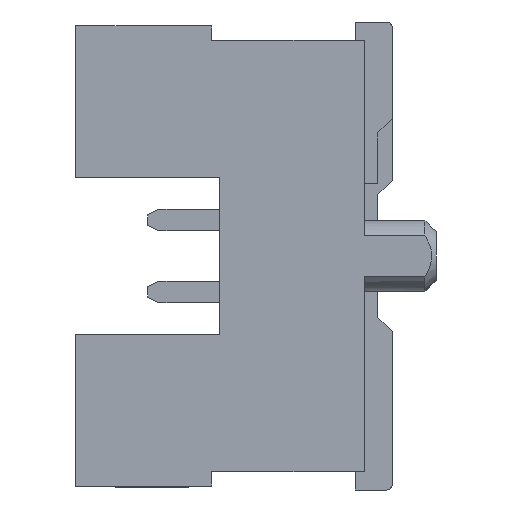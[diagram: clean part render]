
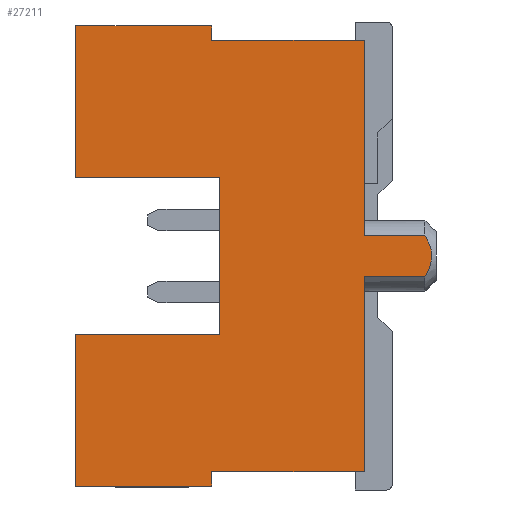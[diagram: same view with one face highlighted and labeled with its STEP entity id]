
A CAD part, left-side view. The second image highlights one B-rep face of the part: STEP entity #27211.
In plain terms, the highlighted planar face has unit normal (-1, 0, 0).
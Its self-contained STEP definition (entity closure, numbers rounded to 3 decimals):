
#1787=DIRECTION('',(0.,1.,0.));
#1788=VECTOR('',#1787,2.54);
#1789=CARTESIAN_POINT('',(-10.795,2.56,-1.395));
#1790=LINE('',#1789,#1788);
#2009=DIRECTION('',(0.,1.,0.));
#2010=VECTOR('',#2009,2.7);
#2011=CARTESIAN_POINT('',(-10.795,0.,3.81));
#2012=LINE('',#2011,#2010);
#2021=DIRECTION('',(0.,0.,1.));
#2022=VECTOR('',#2021,0.255);
#2023=CARTESIAN_POINT('',(-10.795,2.7,3.81));
#2024=LINE('',#2023,#2022);
#2037=DIRECTION('',(0.,-1.,0.));
#2038=VECTOR('',#2037,2.4);
#2039=CARTESIAN_POINT('',(-10.795,5.1,4.065));
#2040=LINE('',#2039,#2038);
#2041=DIRECTION('',(0.,0.,1.));
#2042=VECTOR('',#2041,3.44);
#2043=CARTESIAN_POINT('',(-10.795,0.,-3.81));
#2044=LINE('',#2043,#2042);
#2045=DIRECTION('',(0.,0.,-1.));
#2046=VECTOR('',#2045,2.67);
#2047=CARTESIAN_POINT('',(-10.795,5.1,-1.395));
#2048=LINE('',#2047,#2046);
#2049=DIRECTION('',(0.,-1.,0.));
#2050=VECTOR('',#2049,2.54);
#2051=CARTESIAN_POINT('',(-10.795,5.1,1.395));
#2052=LINE('',#2051,#2050);
#2053=DIRECTION('',(0.,0.,-1.));
#2054=VECTOR('',#2053,2.67);
#2055=CARTESIAN_POINT('',(-10.795,5.1,4.065));
#2056=LINE('',#2055,#2054);
#2057=DIRECTION('',(0.,0.,1.));
#2058=VECTOR('',#2057,3.44);
#2059=CARTESIAN_POINT('',(-10.795,0.,0.37));
#2060=LINE('',#2059,#2058);
#2079=DIRECTION('',(0.,1.,0.));
#2080=VECTOR('',#2079,1.07);
#2081=CARTESIAN_POINT('',(-10.795,-1.07,
0.37));
#2082=LINE('',#2081,#2080);
#2083=DIRECTION('',(0.,-1.,0.));
#2084=VECTOR('',#2083,1.07);
#2085=CARTESIAN_POINT('',(-10.795,0.,-0.37));
#2086=LINE('',#2085,#2084);
#2099=CARTESIAN_POINT('',(-10.795,-1.07,
-0.37));
#2100=CARTESIAN_POINT('',(-10.795,-1.093,
-0.331));
#2101=CARTESIAN_POINT('',(-10.795,-1.133,
-0.255));
#2102=CARTESIAN_POINT('',(-10.795,-1.172,
-0.148));
#2103=CARTESIAN_POINT('',(-10.795,-1.191,
-0.049));
#2104=CARTESIAN_POINT('',(-10.795,-1.191,
0.049));
#2105=CARTESIAN_POINT('',(-10.795,-1.172,
0.148));
#2106=CARTESIAN_POINT('',(-10.795,-1.133,
0.255));
#2107=CARTESIAN_POINT('',(-10.795,-1.093,
0.331));
#2108=CARTESIAN_POINT('',(-10.795,-1.07,
0.37));
#2143=DIRECTION('',(0.,-1.,0.));
#2144=VECTOR('',#2143,2.7);
#2145=CARTESIAN_POINT('',(-10.795,2.7,-3.81));
#2146=LINE('',#2145,#2144);
#2171=DIRECTION('',(0.,0.,1.));
#2172=VECTOR('',#2171,0.255);
#2173=CARTESIAN_POINT('',(-10.795,2.7,-4.065));
#2174=LINE('',#2173,#2172);
#2183=DIRECTION('',(0.,1.,0.));
#2184=VECTOR('',#2183,2.4);
#2185=CARTESIAN_POINT('',(-10.795,2.7,-4.065));
#2186=LINE('',#2185,#2184);
#3627=DIRECTION('',(0.,0.,-1.));
#3628=VECTOR('',#3627,2.79);
#3629=CARTESIAN_POINT('',(-10.795,2.56,1.395));
#3630=LINE('',#3629,#3628);
#22261=CARTESIAN_POINT('',(-10.795,0.,3.81));
#22262=VERTEX_POINT('',#22261);
#22263=CARTESIAN_POINT('',(-10.795,0.,0.37));
#22264=VERTEX_POINT('',#22263);
#22265=CARTESIAN_POINT('',(-10.795,0.,-0.37));
#22266=VERTEX_POINT('',#22265);
#22267=CARTESIAN_POINT('',(-10.795,0.,-3.81));
#22268=VERTEX_POINT('',#22267);
#22791=CARTESIAN_POINT('',(-10.795,5.1,4.065));
#22792=VERTEX_POINT('',#22791);
#22793=CARTESIAN_POINT('',(-10.795,5.1,1.395));
#22794=VERTEX_POINT('',#22793);
#22797=CARTESIAN_POINT('',(-10.795,5.1,-1.395));
#22798=VERTEX_POINT('',#22797);
#22799=CARTESIAN_POINT('',(-10.795,5.1,-4.065));
#22800=VERTEX_POINT('',#22799);
#22813=CARTESIAN_POINT('',(-10.795,2.56,1.395));
#22814=VERTEX_POINT('',#22813);
#22815=CARTESIAN_POINT('',(-10.795,-1.07,
0.37));
#22816=VERTEX_POINT('',#22815);
#22817=VERTEX_POINT('',#2099);
#22818=CARTESIAN_POINT('',(-10.795,2.7,-3.81));
#22819=VERTEX_POINT('',#22818);
#22820=CARTESIAN_POINT('',(-10.795,2.7,-4.065));
#22821=VERTEX_POINT('',#22820);
#22822=CARTESIAN_POINT('',(-10.795,2.56,-1.395));
#22823=VERTEX_POINT('',#22822);
#22824=CARTESIAN_POINT('',(-10.795,2.7,4.065));
#22825=VERTEX_POINT('',#22824);
#22826=CARTESIAN_POINT('',(-10.795,2.7,3.81));
#22827=VERTEX_POINT('',#22826);
#27181=CARTESIAN_POINT('',(-10.795,1.954,0.));
#27182=DIRECTION('',(1.,0.,0.));
#27183=DIRECTION('',(0.,0.,1.));
#27184=AXIS2_PLACEMENT_3D('',#27181,#27182,#27183);
#27185=PLANE('',#27184);
#27187=ORIENTED_EDGE('',*,*,#27186,.F.);
#27189=ORIENTED_EDGE('',*,*,#27188,.F.);
#27191=ORIENTED_EDGE('',*,*,#27190,.F.);
#27192=ORIENTED_EDGE('',*,*,#25027,.F.);
#27194=ORIENTED_EDGE('',*,*,#27193,.F.);
#27196=ORIENTED_EDGE('',*,*,#27195,.F.);
#27198=ORIENTED_EDGE('',*,*,#27197,.T.);
#27199=ORIENTED_EDGE('',*,*,#26835,.F.);
#27200=ORIENTED_EDGE('',*,*,#26873,.F.);
#27202=ORIENTED_EDGE('',*,*,#27201,.F.);
#27203=ORIENTED_EDGE('',*,*,#26922,.F.);
#27204=ORIENTED_EDGE('',*,*,#26946,.F.);
#27205=ORIENTED_EDGE('',*,*,#27176,.T.);
#27206=ORIENTED_EDGE('',*,*,#27163,.F.);
#27207=ORIENTED_EDGE('',*,*,#27149,.F.);
#27208=ORIENTED_EDGE('',*,*,#25031,.F.);
#27209=EDGE_LOOP('',(#27187,#27189,#27191,#27192,#27194,#27196,#27198,#27199,
#27200,#27202,#27203,#27204,#27205,#27206,#27207,#27208));
#27210=FACE_OUTER_BOUND('',#27209,.F.);
#27211=ADVANCED_FACE('',(#27210),#27185,.F.);
#2109=B_SPLINE_CURVE_WITH_KNOTS('',3,(#2099,#2100,#2101,#2102,#2103,#2104,#2105,
#2106,#2107,#2108),.UNSPECIFIED.,.F.,.F.,(4,1,1,1,1,1,1,4),(0.,
0.143,0.286,0.429,0.571,
0.714,0.857,1.),.UNSPECIFIED.);
#25027=EDGE_CURVE('',#22268,#22266,#2044,.T.);
#25031=EDGE_CURVE('',#22264,#22262,#2060,.T.);
#26835=EDGE_CURVE('',#22798,#22800,#2048,.T.);
#26873=EDGE_CURVE('',#22823,#22798,#1790,.T.);
#26922=EDGE_CURVE('',#22794,#22814,#2052,.T.);
#26946=EDGE_CURVE('',#22792,#22794,#2056,.T.);
#27149=EDGE_CURVE('',#22262,#22827,#2012,.T.);
#27163=EDGE_CURVE('',#22827,#22825,#2024,.T.);
#27176=EDGE_CURVE('',#22792,#22825,#2040,.T.);
#27186=EDGE_CURVE('',#22816,#22264,#2082,.T.);
#27188=EDGE_CURVE('',#22817,#22816,#2109,.T.);
#27190=EDGE_CURVE('',#22266,#22817,#2086,.T.);
#27193=EDGE_CURVE('',#22819,#22268,#2146,.T.);
#27195=EDGE_CURVE('',#22821,#22819,#2174,.T.);
#27197=EDGE_CURVE('',#22821,#22800,#2186,.T.);
#27201=EDGE_CURVE('',#22814,#22823,#3630,.T.);
